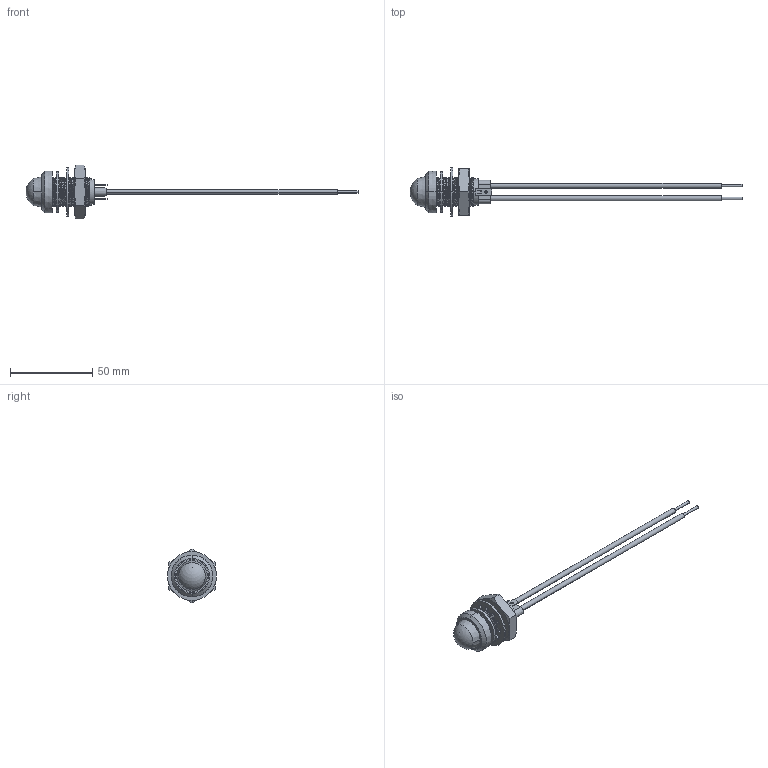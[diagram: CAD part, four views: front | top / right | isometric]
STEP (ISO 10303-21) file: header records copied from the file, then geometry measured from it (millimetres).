
FILE_DESCRIPTION (( 'STEP AP203' ), '1' );
FILE_NAME ('CNX 718 Assy.STEP', '2017-10-27T18:17:51', ( '' ), ( '' ), 'SwSTEP 2.0', 'SolidWorks 2016', '' );
FILE_SCHEMA (( 'CONFIG_CONTROL_DESIGN' ));
Length unit declared in the file: inch
Products named in the file (8): SLEEVE1116; 503061 - Lens; Washer - CNX 718; Seal - CNX 718; Terminal - CNX 718; Nut - CNX 718; Wire 18 AWG - CNX 718; CNX 718 Assy
Assembly tree (9 placements, depth 2):
  CNX 718 Assy
    SLEEVE1116
    503061 - Lens
    Washer - CNX 718
    Seal - CNX 718
    Terminal - CNX 718  x2
    Nut - CNX 718
    Wire 18 AWG - CNX 718  x2
Bounding box: 201.42 x 29.62 x 32.59 mm (x, y, z)
Volume: 10856.8 mm3; surface area: 13686.9 mm2
Topology: 9 solids, 9 shells, 663 faces, 1813 edges, 1195 vertices
Faces by surface type: plane 311, cylinder 152, cone 124, bspline 73, torus 2, sphere 1
Entity records: 26439 total; most frequent: CARTESIAN_POINT 10536, ORIENTED_EDGE 3444, DIRECTION 2816, EDGE_CURVE 1722, VERTEX_POINT 1135, AXIS2_PLACEMENT_3D 1086, EDGE_LOOP 673, VECTOR 644
